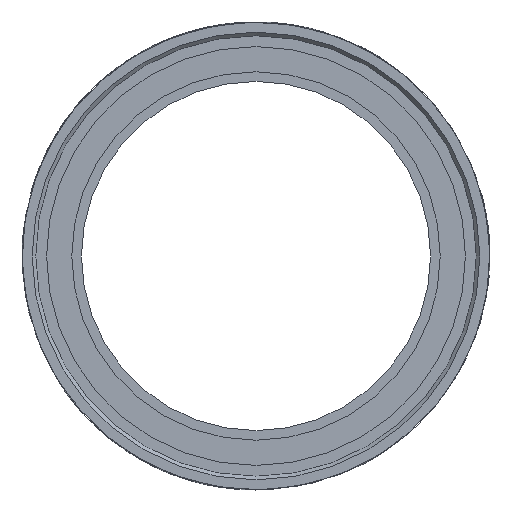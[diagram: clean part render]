
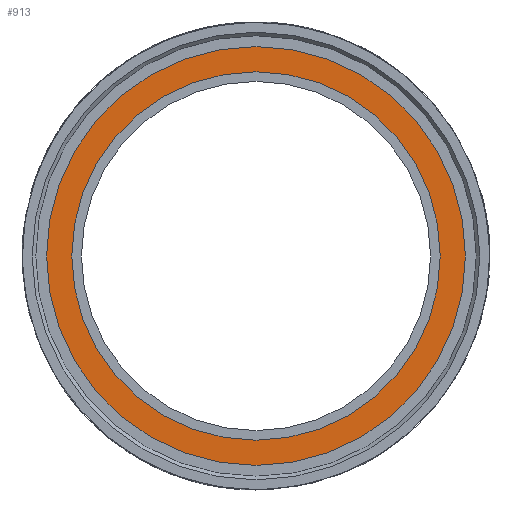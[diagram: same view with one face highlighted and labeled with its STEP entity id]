
A CAD part, left-side view. The second image highlights one B-rep face of the part: STEP entity #913.
In plain terms, the highlighted planar face has unit normal (-1, 0, 0).
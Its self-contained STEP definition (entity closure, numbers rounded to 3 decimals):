
#913=ADVANCED_FACE('',(#1113,#1114),#1028,.T.);
#1028=PLANE('',#3783);
#1113=FACE_BOUND('',#1325,.T.);
#1114=FACE_BOUND('',#1326,.T.);
#1325=EDGE_LOOP('',(#1696));
#1326=EDGE_LOOP('',(#1697));
#1696=ORIENTED_EDGE('',*,*,#3201,.T.);
#1697=ORIENTED_EDGE('',*,*,#3202,.F.);
#2657=VERTEX_POINT('',#4791);
#2658=VERTEX_POINT('',#4793);
#3201=EDGE_CURVE('',#2657,#2657,#3676,.T.);
#3202=EDGE_CURVE('',#2658,#2658,#3677,.T.);
#3676=CIRCLE('',#3781,29.098);
#3677=CIRCLE('',#3782,25.599);
#3781=AXIS2_PLACEMENT_3D('',#4790,#4120,#4121);
#3782=AXIS2_PLACEMENT_3D('',#4792,#4122,#4123);
#3783=AXIS2_PLACEMENT_3D('',#4794,#4124,#4125);
#4120=DIRECTION('',(-1.,0.,0.));
#4121=DIRECTION('',(0.,0.,1.));
#4122=DIRECTION('',(-1.,0.,0.));
#4123=DIRECTION('',(0.,0.,1.));
#4124=DIRECTION('',(-1.,0.,0.));
#4125=DIRECTION('',(0.,0.,1.));
#4790=CARTESIAN_POINT('',(0.,0.,0.));
#4791=CARTESIAN_POINT('',(0.,0.,29.098));
#4792=CARTESIAN_POINT('',(0.,0.,0.));
#4793=CARTESIAN_POINT('',(0.,0.,25.599));
#4794=CARTESIAN_POINT('',(0.,25.599,0.));
